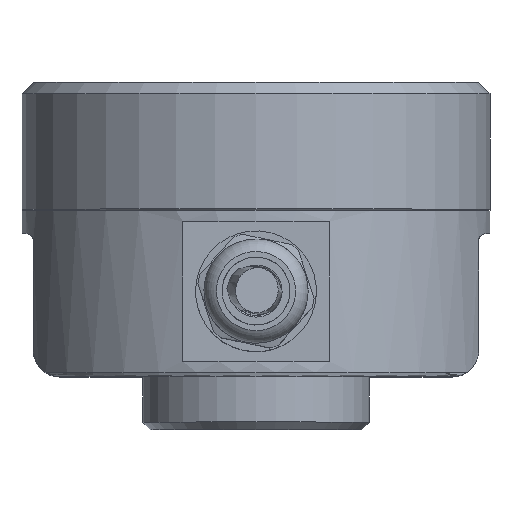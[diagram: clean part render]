
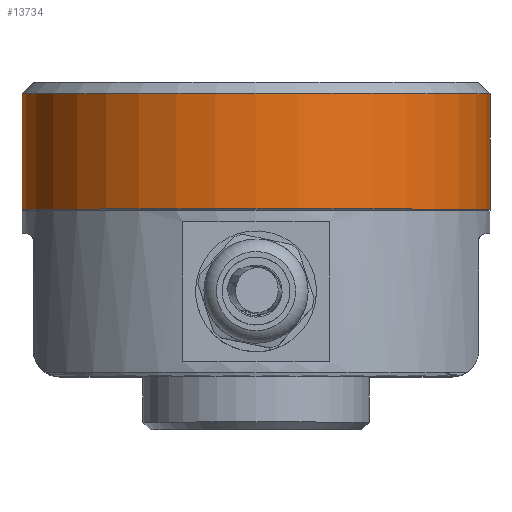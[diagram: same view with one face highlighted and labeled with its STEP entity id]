
A CAD part, top view. The second image highlights one B-rep face of the part: STEP entity #13734.
In plain terms, the highlighted cylindrical face has radius 31 mm (diameter 62 mm), a full revolution.
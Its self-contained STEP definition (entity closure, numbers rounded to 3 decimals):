
#155 = ORIENTED_EDGE ( 'NONE', *, *, #15686, .T. ) ;
#3417 = CYLINDRICAL_SURFACE ( 'NONE', #13416, 31. ) ;
#3712 = AXIS2_PLACEMENT_3D ( 'NONE', #18634, #16745, #13655 ) ;
#4142 = CARTESIAN_POINT ( 'NONE',  ( 0., 29.2, 0. ) ) ;
#4308 = VERTEX_POINT ( 'NONE', #4697 ) ;
#4506 = EDGE_LOOP ( 'NONE', ( #10394 ) ) ;
#4697 = CARTESIAN_POINT ( 'NONE',  ( 0., 44.5, 31. ) ) ;
#5813 = EDGE_LOOP ( 'NONE', ( #155 ) ) ;
#6312 = DIRECTION ( 'NONE',  ( 0., 1., 0. ) ) ;
#7476 = EDGE_CURVE ( 'NONE', #4308, #4308, #13555, .T. ) ;
#7508 = DIRECTION ( 'NONE',  ( 0., 0., -1. ) ) ;
#8473 = VERTEX_POINT ( 'NONE', #17734 ) ;
#9614 = CIRCLE ( 'NONE', #16287, 31. ) ;
#10394 = ORIENTED_EDGE ( 'NONE', *, *, #7476, .T. ) ;
#12007 = DIRECTION ( 'NONE',  ( 0., 1., 0. ) ) ;
#12184 = FACE_OUTER_BOUND ( 'NONE', #4506, .T. ) ;
#13416 = AXIS2_PLACEMENT_3D ( 'NONE', #16664, #6312, #7508 ) ;
#13555 = CIRCLE ( 'NONE', #3712, 31. ) ;
#13655 = DIRECTION ( 'NONE',  ( 0., 0., 1. ) ) ;
#13734 = ADVANCED_FACE ( 'NONE', ( #15355, #12184 ), #3417, .T. ) ;
#15355 = FACE_OUTER_BOUND ( 'NONE', #5813, .T. ) ;
#15686 = EDGE_CURVE ( 'NONE', #8473, #8473, #9614, .T. ) ;
#16287 = AXIS2_PLACEMENT_3D ( 'NONE', #4142, #12007, #19457 ) ;
#16664 = CARTESIAN_POINT ( 'NONE',  ( 0., 52.395, 0. ) ) ;
#16745 = DIRECTION ( 'NONE',  ( 0., -1., 0. ) ) ;
#17734 = CARTESIAN_POINT ( 'NONE',  ( 0., 29.2, -31. ) ) ;
#18634 = CARTESIAN_POINT ( 'NONE',  ( 0., 44.5, 0. ) ) ;
#19457 = DIRECTION ( 'NONE',  ( 0., 0., -1. ) ) ;
